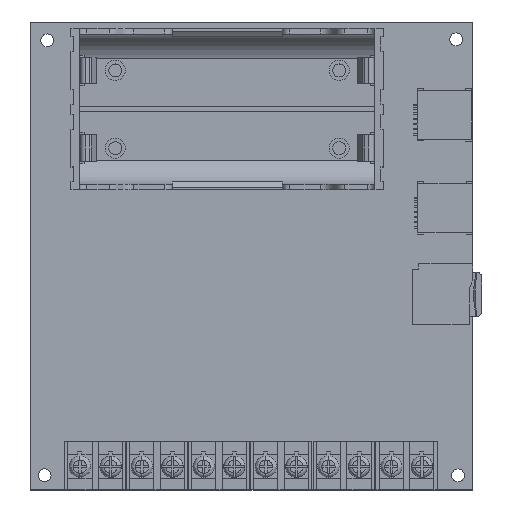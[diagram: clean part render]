
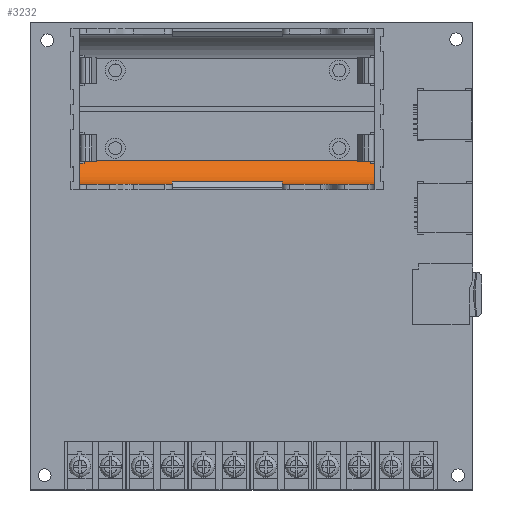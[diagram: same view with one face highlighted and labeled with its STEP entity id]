
A CAD part, top view. The second image highlights one B-rep face of the part: STEP entity #3232.
In plain terms, the highlighted cylindrical face has radius 9 mm (diameter 18 mm), a partial arc.
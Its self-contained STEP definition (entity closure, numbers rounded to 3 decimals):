
#3121 = VERTEX_POINT('',#3122);
#3122 = CARTESIAN_POINT('',(-35.55,1.575,22.3));
#3128 = EDGE_CURVE('',#3129,#3121,#3131,.T.);
#3129 = VERTEX_POINT('',#3130);
#3130 = CARTESIAN_POINT('',(35.55,1.575,22.3));
#3131 = LINE('',#3132,#3133);
#3132 = CARTESIAN_POINT('',(36.725,1.575,22.3));
#3133 = VECTOR('',#3134,1.);
#3134 = DIRECTION('',(-1.,0.,0.));
#3232 = ADVANCED_FACE('',(#3233),#3346,.F.);
#3233 = FACE_BOUND('',#3234,.F.);
#3234 = EDGE_LOOP('',(#3235,#3246,#3254,#3263,#3272,#3280,#3289,#3298,
    #3306,#3315,#3323,#3330,#3331,#3340));
#3235 = ORIENTED_EDGE('',*,*,#3236,.F.);
#3236 = EDGE_CURVE('',#3237,#3239,#3241,.T.);
#3237 = VERTEX_POINT('',#3238);
#3238 = CARTESIAN_POINT('',(36.725,10.06,28.3));
#3239 = VERTEX_POINT('',#3240);
#3240 = CARTESIAN_POINT('',(36.725,1.879,23.05));
#3241 = CIRCLE('',#3242,9.);
#3242 = AXIS2_PLACEMENT_3D('',#3243,#3244,#3245);
#3243 = CARTESIAN_POINT('',(36.725,10.06,19.3));
#3244 = DIRECTION('',(1.,0.,0.));
#3245 = DIRECTION('',(0.,0.,-1.));
#3246 = ORIENTED_EDGE('',*,*,#3247,.T.);
#3247 = EDGE_CURVE('',#3237,#3248,#3250,.T.);
#3248 = VERTEX_POINT('',#3249);
#3249 = CARTESIAN_POINT('',(13.698,10.06,28.3));
#3250 = LINE('',#3251,#3252);
#3251 = CARTESIAN_POINT('',(36.725,10.06,28.3));
#3252 = VECTOR('',#3253,1.);
#3253 = DIRECTION('',(-1.,0.,0.));
#3254 = ORIENTED_EDGE('',*,*,#3255,.T.);
#3255 = EDGE_CURVE('',#3248,#3256,#3258,.T.);
#3256 = VERTEX_POINT('',#3257);
#3257 = CARTESIAN_POINT('',(13.695,9.96,28.299));
#3258 = B_SPLINE_CURVE_WITH_KNOTS('',3,(#3259,#3260,#3261,#3262),
  .UNSPECIFIED.,.F.,.F.,(4,4),(0.,0.),
  .PIECEWISE_BEZIER_KNOTS.);
#3259 = CARTESIAN_POINT('',(13.698,10.06,28.3));
#3260 = CARTESIAN_POINT('',(13.696,10.027,28.3));
#3261 = CARTESIAN_POINT('',(13.695,9.993,28.3));
#3262 = CARTESIAN_POINT('',(13.695,9.96,28.299));
#3263 = ORIENTED_EDGE('',*,*,#3264,.T.);
#3264 = EDGE_CURVE('',#3256,#3265,#3267,.T.);
#3265 = VERTEX_POINT('',#3266);
#3266 = CARTESIAN_POINT('',(13.695,6.888,27.722));
#3267 = CIRCLE('',#3268,9.);
#3268 = AXIS2_PLACEMENT_3D('',#3269,#3270,#3271);
#3269 = CARTESIAN_POINT('',(13.695,10.06,19.3));
#3270 = DIRECTION('',(1.,0.,0.));
#3271 = DIRECTION('',(0.,0.,-1.));
#3272 = ORIENTED_EDGE('',*,*,#3273,.F.);
#3273 = EDGE_CURVE('',#3274,#3265,#3276,.T.);
#3274 = VERTEX_POINT('',#3275);
#3275 = CARTESIAN_POINT('',(-13.695,6.888,27.722));
#3276 = LINE('',#3277,#3278);
#3277 = CARTESIAN_POINT('',(0.,6.888,
    27.722));
#3278 = VECTOR('',#3279,1.);
#3279 = DIRECTION('',(1.,0.,0.));
#3280 = ORIENTED_EDGE('',*,*,#3281,.T.);
#3281 = EDGE_CURVE('',#3274,#3282,#3284,.T.);
#3282 = VERTEX_POINT('',#3283);
#3283 = CARTESIAN_POINT('',(-13.695,9.96,28.299));
#3284 = CIRCLE('',#3285,9.);
#3285 = AXIS2_PLACEMENT_3D('',#3286,#3287,#3288);
#3286 = CARTESIAN_POINT('',(-13.695,10.06,19.3));
#3287 = DIRECTION('',(-1.,0.,0.));
#3288 = DIRECTION('',(0.,0.,1.));
#3289 = ORIENTED_EDGE('',*,*,#3290,.T.);
#3290 = EDGE_CURVE('',#3282,#3291,#3293,.T.);
#3291 = VERTEX_POINT('',#3292);
#3292 = CARTESIAN_POINT('',(-13.698,10.06,28.3));
#3293 = B_SPLINE_CURVE_WITH_KNOTS('',3,(#3294,#3295,#3296,#3297),
  .UNSPECIFIED.,.F.,.F.,(4,4),(0.,0.),
  .PIECEWISE_BEZIER_KNOTS.);
#3294 = CARTESIAN_POINT('',(-13.695,9.96,28.299));
#3295 = CARTESIAN_POINT('',(-13.695,9.993,28.3));
#3296 = CARTESIAN_POINT('',(-13.696,10.027,28.3));
#3297 = CARTESIAN_POINT('',(-13.698,10.06,28.3));
#3298 = ORIENTED_EDGE('',*,*,#3299,.T.);
#3299 = EDGE_CURVE('',#3291,#3300,#3302,.T.);
#3300 = VERTEX_POINT('',#3301);
#3301 = CARTESIAN_POINT('',(-36.725,10.06,28.3));
#3302 = LINE('',#3303,#3304);
#3303 = CARTESIAN_POINT('',(36.725,10.06,28.3));
#3304 = VECTOR('',#3305,1.);
#3305 = DIRECTION('',(-1.,0.,0.));
#3306 = ORIENTED_EDGE('',*,*,#3307,.T.);
#3307 = EDGE_CURVE('',#3300,#3308,#3310,.T.);
#3308 = VERTEX_POINT('',#3309);
#3309 = CARTESIAN_POINT('',(-36.725,1.879,23.05));
#3310 = CIRCLE('',#3311,9.);
#3311 = AXIS2_PLACEMENT_3D('',#3312,#3313,#3314);
#3312 = CARTESIAN_POINT('',(-36.725,10.06,19.3));
#3313 = DIRECTION('',(1.,0.,0.));
#3314 = DIRECTION('',(0.,0.,-1.));
#3315 = ORIENTED_EDGE('',*,*,#3316,.F.);
#3316 = EDGE_CURVE('',#3317,#3308,#3319,.T.);
#3317 = VERTEX_POINT('',#3318);
#3318 = CARTESIAN_POINT('',(-35.55,1.879,23.05));
#3319 = LINE('',#3320,#3321);
#3320 = CARTESIAN_POINT('',(36.725,1.879,23.05));
#3321 = VECTOR('',#3322,1.);
#3322 = DIRECTION('',(-1.,0.,0.));
#3323 = ORIENTED_EDGE('',*,*,#3324,.F.);
#3324 = EDGE_CURVE('',#3121,#3317,#3325,.T.);
#3325 = CIRCLE('',#3326,9.);
#3326 = AXIS2_PLACEMENT_3D('',#3327,#3328,#3329);
#3327 = CARTESIAN_POINT('',(-35.55,10.06,19.3));
#3328 = DIRECTION('',(-1.,0.,0.));
#3329 = DIRECTION('',(0.,1.,0.));
#3330 = ORIENTED_EDGE('',*,*,#3128,.F.);
#3331 = ORIENTED_EDGE('',*,*,#3332,.F.);
#3332 = EDGE_CURVE('',#3333,#3129,#3335,.T.);
#3333 = VERTEX_POINT('',#3334);
#3334 = CARTESIAN_POINT('',(35.55,1.879,23.05));
#3335 = CIRCLE('',#3336,9.);
#3336 = AXIS2_PLACEMENT_3D('',#3337,#3338,#3339);
#3337 = CARTESIAN_POINT('',(35.55,10.06,19.3));
#3338 = DIRECTION('',(1.,0.,0.));
#3339 = DIRECTION('',(0.,0.,1.));
#3340 = ORIENTED_EDGE('',*,*,#3341,.F.);
#3341 = EDGE_CURVE('',#3239,#3333,#3342,.T.);
#3342 = LINE('',#3343,#3344);
#3343 = CARTESIAN_POINT('',(36.725,1.879,23.05));
#3344 = VECTOR('',#3345,1.);
#3345 = DIRECTION('',(-1.,0.,0.));
#3346 = CYLINDRICAL_SURFACE('',#3347,9.);
#3347 = AXIS2_PLACEMENT_3D('',#3348,#3349,#3350);
#3348 = CARTESIAN_POINT('',(36.725,10.06,19.3));
#3349 = DIRECTION('',(-1.,0.,0.));
#3350 = DIRECTION('',(0.,0.,-1.));
